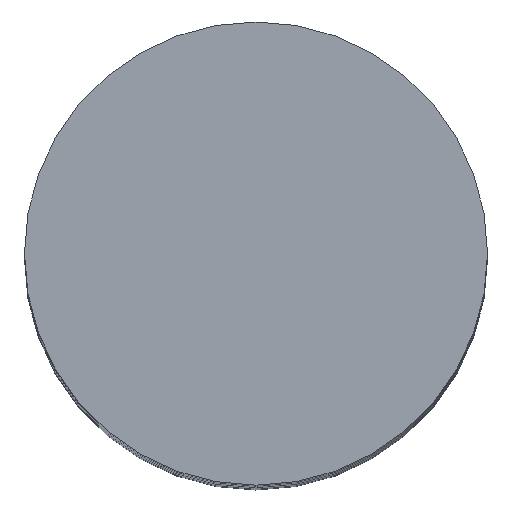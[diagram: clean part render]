
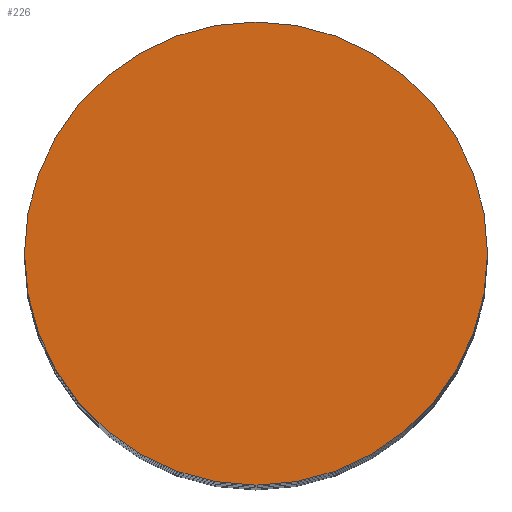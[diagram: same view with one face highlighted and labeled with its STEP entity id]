
A CAD part, top view. The second image highlights one B-rep face of the part: STEP entity #226.
In plain terms, the highlighted planar face has unit normal (0, 0, 1).
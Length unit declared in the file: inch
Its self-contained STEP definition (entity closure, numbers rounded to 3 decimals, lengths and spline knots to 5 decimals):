
#42 = CIRCLE ( 'NONE', #201, 0.25 ) ;
#45 = DIRECTION ( 'NONE',  ( 0., 0., 1. ) ) ;
#48 = AXIS2_PLACEMENT_3D ( 'NONE', #633, #468, #314 ) ;
#100 = FACE_OUTER_BOUND ( 'NONE', #474, .T. ) ;
#102 = CARTESIAN_POINT ( 'NONE',  ( 0.25, 0., 0. ) ) ;
#201 = AXIS2_PLACEMENT_3D ( 'NONE', #361, #376, #575 ) ;
#226 = ADVANCED_FACE ( 'NONE', ( #100 ), #628, .T. ) ;
#275 = CARTESIAN_POINT ( 'NONE',  ( 0., 0., 0. ) ) ;
#301 = CIRCLE ( 'NONE', #415, 0.25 ) ;
#306 = VERTEX_POINT ( 'NONE', #543 ) ;
#314 = DIRECTION ( 'NONE',  ( -1., 0., 0. ) ) ;
#361 = CARTESIAN_POINT ( 'NONE',  ( 0., 0., 0. ) ) ;
#376 = DIRECTION ( 'NONE',  ( 0., 0., 1. ) ) ;
#404 = EDGE_CURVE ( 'NONE', #306, #408, #42, .T. ) ;
#408 = VERTEX_POINT ( 'NONE', #102 ) ;
#415 = AXIS2_PLACEMENT_3D ( 'NONE', #275, #45, #423 ) ;
#419 = ORIENTED_EDGE ( 'NONE', *, *, #404, .T. ) ;
#423 = DIRECTION ( 'NONE',  ( 1., 0., 0. ) ) ;
#457 = EDGE_CURVE ( 'NONE', #408, #306, #301, .T. ) ;
#468 = DIRECTION ( 'NONE',  ( 0., 0., 1. ) ) ;
#474 = EDGE_LOOP ( 'NONE', ( #588, #419 ) ) ;
#543 = CARTESIAN_POINT ( 'NONE',  ( -0.25, 0., 0. ) ) ;
#575 = DIRECTION ( 'NONE',  ( 1., 0., 0. ) ) ;
#588 = ORIENTED_EDGE ( 'NONE', *, *, #457, .T. ) ;
#628 = PLANE ( 'NONE',  #48 ) ;
#633 = CARTESIAN_POINT ( 'NONE',  ( 0., 0.25, 0. ) ) ;
